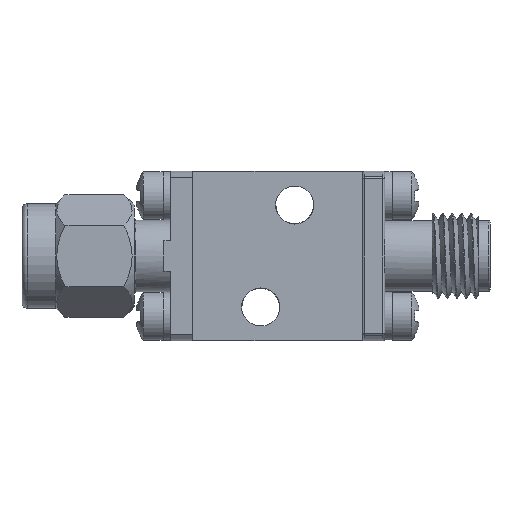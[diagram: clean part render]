
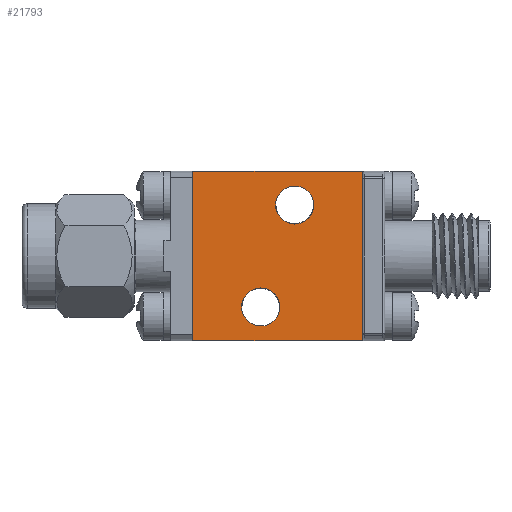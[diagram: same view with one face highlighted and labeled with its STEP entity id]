
A CAD part, front view. The second image highlights one B-rep face of the part: STEP entity #21793.
In plain terms, the highlighted planar face has unit normal (0, -1, 0).
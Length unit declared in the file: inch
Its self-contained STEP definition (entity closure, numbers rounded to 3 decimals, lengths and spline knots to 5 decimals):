
#498 = CARTESIAN_POINT ( 'NONE',  ( -0.75906, -0.08227, -0.09784 ) ) ;
#588 = DIRECTION ( 'NONE',  ( 0., -1., 0. ) ) ;
#1383 = ORIENTED_EDGE ( 'NONE', *, *, #17389, .F. ) ;
#1774 = DIRECTION ( 'NONE',  ( -1., 0., 0. ) ) ;
#2624 = VERTEX_POINT ( 'NONE', #11371 ) ;
#3119 = ORIENTED_EDGE ( 'NONE', *, *, #20500, .T. ) ;
#3312 = DIRECTION ( 'NONE',  ( 0., 0., 1. ) ) ;
#4414 = LINE ( 'NONE', #498, #8057 ) ;
#5830 = DIRECTION ( 'NONE',  ( 0., 0., -1. ) ) ;
#7376 = EDGE_CURVE ( 'NONE', #19319, #19319, #15996, .T. ) ;
#8057 = VECTOR ( 'NONE', #11629, 39.37008 ) ;
#8606 = EDGE_LOOP ( 'NONE', ( #21881, #21794, #1383, #22590 ) ) ;
#9639 = DIRECTION ( 'NONE',  ( 0., 1., 0. ) ) ;
#10307 = DIRECTION ( 'NONE',  ( 0., 0., 1. ) ) ;
#10828 = CARTESIAN_POINT ( 'NONE',  ( -0.75906, -0.08227, -0.09784 ) ) ;
#11371 = CARTESIAN_POINT ( 'NONE',  ( -0.25906, -0.08227, -0.09784 ) ) ;
#11629 = DIRECTION ( 'NONE',  ( 1., 0., 0. ) ) ;
#11891 = VERTEX_POINT ( 'NONE', #24962 ) ;
#12309 = ORIENTED_EDGE ( 'NONE', *, *, #7376, .T. ) ;
#13859 = CARTESIAN_POINT ( 'NONE',  ( -0.50906, -0.08227, -0.34784 ) ) ;
#14236 = CARTESIAN_POINT ( 'NONE',  ( -0.45906, -0.08227, -0.19784 ) ) ;
#14524 = AXIS2_PLACEMENT_3D ( 'NONE', #17179, #26058, #3312 ) ;
#14617 = CARTESIAN_POINT ( 'NONE',  ( -0.75906, -0.08227, -0.09784 ) ) ;
#15996 = CIRCLE ( 'NONE', #14524, 0.056 ) ;
#16318 = FACE_BOUND ( 'NONE', #18531, .T. ) ;
#17179 = CARTESIAN_POINT ( 'NONE',  ( -0.55906, -0.08227, -0.49784 ) ) ;
#17389 = EDGE_CURVE ( 'NONE', #20403, #20097, #21230, .T. ) ;
#18531 = EDGE_LOOP ( 'NONE', ( #12309 ) ) ;
#18543 = VECTOR ( 'NONE', #10307, 39.37008 ) ;
#19012 = AXIS2_PLACEMENT_3D ( 'NONE', #13859, #588, #22757 ) ;
#19319 = VERTEX_POINT ( 'NONE', #26278 ) ;
#20094 = CARTESIAN_POINT ( 'NONE',  ( -0.75906, -0.08227, -0.59784 ) ) ;
#20097 = VERTEX_POINT ( 'NONE', #10828 ) ;
#20242 = CARTESIAN_POINT ( 'NONE',  ( -0.25906, -0.08227, -0.09784 ) ) ;
#20403 = VERTEX_POINT ( 'NONE', #20094 ) ;
#20500 = EDGE_CURVE ( 'NONE', #11891, #11891, #25392, .T. ) ;
#20720 = PLANE ( 'NONE',  #19012 ) ;
#21230 = LINE ( 'NONE', #14617, #18543 ) ;
#21605 = EDGE_LOOP ( 'NONE', ( #3119 ) ) ;
#21655 = LINE ( 'NONE', #23530, #27928 ) ;
#21793 = ADVANCED_FACE ( 'NONE', ( #16318, #27515, #23331 ), #20720, .T. ) ;
#21794 = ORIENTED_EDGE ( 'NONE', *, *, #25999, .F. ) ;
#21881 = ORIENTED_EDGE ( 'NONE', *, *, #26938, .F. ) ;
#22021 = VERTEX_POINT ( 'NONE', #24719 ) ;
#22590 = ORIENTED_EDGE ( 'NONE', *, *, #25541, .F. ) ;
#22757 = DIRECTION ( 'NONE',  ( 0., 0., -1. ) ) ;
#22857 = DIRECTION ( 'NONE',  ( 0., 0., 1. ) ) ;
#23331 = FACE_OUTER_BOUND ( 'NONE', #8606, .T. ) ;
#23530 = CARTESIAN_POINT ( 'NONE',  ( -0.75906, -0.08227, -0.59784 ) ) ;
#23561 = AXIS2_PLACEMENT_3D ( 'NONE', #14236, #9639, #22857 ) ;
#24719 = CARTESIAN_POINT ( 'NONE',  ( -0.25906, -0.08227, -0.59784 ) ) ;
#24750 = LINE ( 'NONE', #20242, #26730 ) ;
#24962 = CARTESIAN_POINT ( 'NONE',  ( -0.45906, -0.08227, -0.14184 ) ) ;
#25392 = CIRCLE ( 'NONE', #23561, 0.056 ) ;
#25541 = EDGE_CURVE ( 'NONE', #22021, #20403, #21655, .T. ) ;
#25999 = EDGE_CURVE ( 'NONE', #20097, #2624, #4414, .T. ) ;
#26058 = DIRECTION ( 'NONE',  ( 0., 1., 0. ) ) ;
#26278 = CARTESIAN_POINT ( 'NONE',  ( -0.55906, -0.08227, -0.44184 ) ) ;
#26730 = VECTOR ( 'NONE', #5830, 39.37008 ) ;
#26938 = EDGE_CURVE ( 'NONE', #2624, #22021, #24750, .T. ) ;
#27515 = FACE_BOUND ( 'NONE', #21605, .T. ) ;
#27928 = VECTOR ( 'NONE', #1774, 39.37008 ) ;
